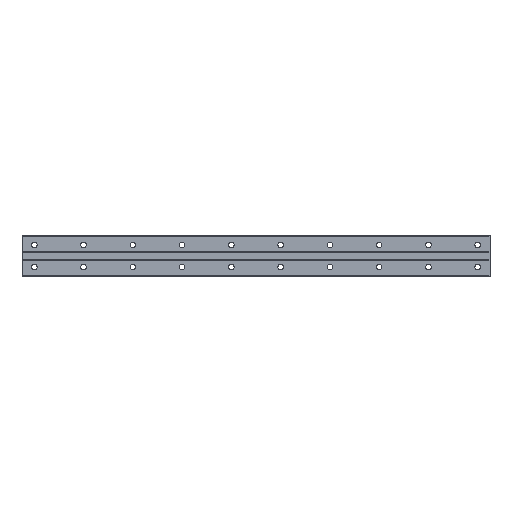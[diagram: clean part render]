
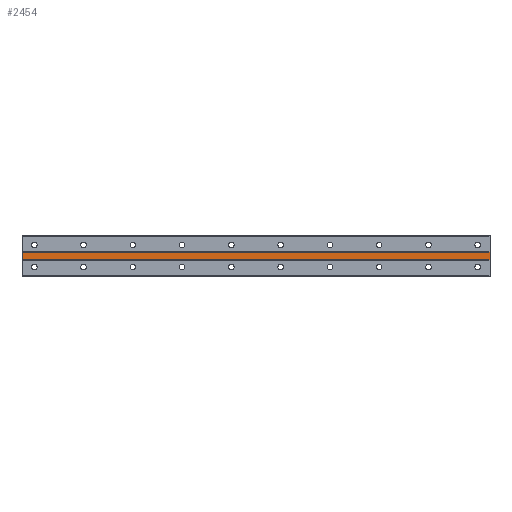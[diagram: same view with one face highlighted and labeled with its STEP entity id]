
A CAD part, front view. The second image highlights one B-rep face of the part: STEP entity #2454.
In plain terms, the highlighted planar face has unit normal (0, -1, 0).
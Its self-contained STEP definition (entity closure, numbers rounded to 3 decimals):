
#40 = ORIENTED_EDGE ( 'NONE', *, *, #3379, .T. ) ;
#65 = CARTESIAN_POINT ( 'NONE',  ( 370., 0.5, 3. ) ) ;
#67 = VERTEX_POINT ( 'NONE', #379 ) ;
#111 = CARTESIAN_POINT ( 'NONE',  ( 370., 0.5, -3. ) ) ;
#132 = LINE ( 'NONE', #1706, #1404 ) ;
#337 = EDGE_CURVE ( 'NONE', #67, #3777, #380, .T. ) ;
#379 = CARTESIAN_POINT ( 'NONE',  ( 370., 0.5, 3. ) ) ;
#380 = LINE ( 'NONE', #664, #2371 ) ;
#410 = DIRECTION ( 'NONE',  ( 1., 0., 0. ) ) ;
#653 = AXIS2_PLACEMENT_3D ( 'NONE', #65, #1032, #1378 ) ;
#664 = CARTESIAN_POINT ( 'NONE',  ( 370., 0.5, 16.615 ) ) ;
#696 = ORIENTED_EDGE ( 'NONE', *, *, #2323, .F. ) ;
#751 = EDGE_CURVE ( 'NONE', #2451, #2325, #2027, .T. ) ;
#846 = ORIENTED_EDGE ( 'NONE', *, *, #337, .F. ) ;
#1032 = DIRECTION ( 'NONE',  ( 0., 1., 0. ) ) ;
#1047 = DIRECTION ( 'NONE',  ( 0., 0., -1. ) ) ;
#1378 = DIRECTION ( 'NONE',  ( 0., 0., 1. ) ) ;
#1402 = FACE_OUTER_BOUND ( 'NONE', #3079, .T. ) ;
#1404 = VECTOR ( 'NONE', #410, 1000. ) ;
#1485 = VECTOR ( 'NONE', #3260, 1000. ) ;
#1568 = CARTESIAN_POINT ( 'NONE',  ( -10., 0.5, -3. ) ) ;
#1635 = LINE ( 'NONE', #2889, #3803 ) ;
#1706 = CARTESIAN_POINT ( 'NONE',  ( 370., 0.5, -3. ) ) ;
#1934 = ORIENTED_EDGE ( 'NONE', *, *, #751, .T. ) ;
#1937 = CARTESIAN_POINT ( 'NONE',  ( -10., 0.5, 16.615 ) ) ;
#2027 = LINE ( 'NONE', #1937, #1485 ) ;
#2036 = PLANE ( 'NONE',  #653 ) ;
#2323 = EDGE_CURVE ( 'NONE', #2451, #67, #1635, .T. ) ;
#2325 = VERTEX_POINT ( 'NONE', #1568 ) ;
#2371 = VECTOR ( 'NONE', #1047, 1000. ) ;
#2451 = VERTEX_POINT ( 'NONE', #3631 ) ;
#2454 = ADVANCED_FACE ( 'NONE', ( #1402 ), #2036, .F. ) ;
#2889 = CARTESIAN_POINT ( 'NONE',  ( 370., 0.5, 3. ) ) ;
#3079 = EDGE_LOOP ( 'NONE', ( #40, #846, #696, #1934 ) ) ;
#3260 = DIRECTION ( 'NONE',  ( 0., 0., -1. ) ) ;
#3379 = EDGE_CURVE ( 'NONE', #2325, #3777, #132, .T. ) ;
#3631 = CARTESIAN_POINT ( 'NONE',  ( -10., 0.5, 3. ) ) ;
#3777 = VERTEX_POINT ( 'NONE', #111 ) ;
#3803 = VECTOR ( 'NONE', #3933, 1000. ) ;
#3933 = DIRECTION ( 'NONE',  ( 1., 0., 0. ) ) ;
